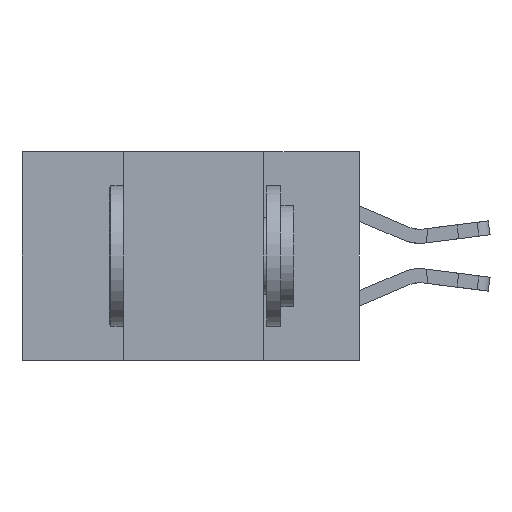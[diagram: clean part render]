
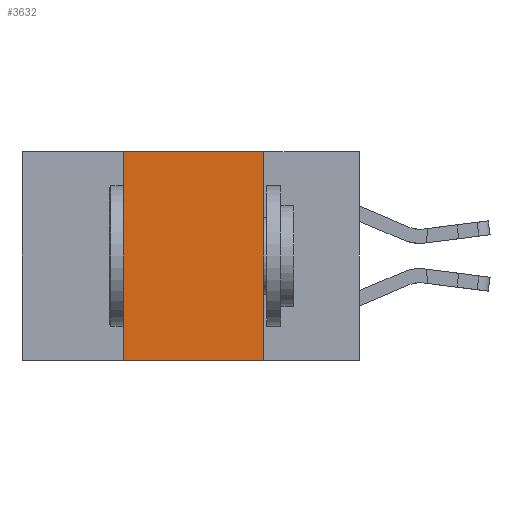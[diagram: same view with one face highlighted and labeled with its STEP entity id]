
A CAD part, left-side view. The second image highlights one B-rep face of the part: STEP entity #3632.
In plain terms, the highlighted planar face has unit normal (-1, 0, 0).
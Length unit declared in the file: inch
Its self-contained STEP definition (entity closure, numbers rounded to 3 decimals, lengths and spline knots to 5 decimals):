
#544 = LINE ( 'NONE', #26549, #23653 ) ;
#621 = ORIENTED_EDGE ( 'NONE', *, *, #4861, .F. ) ;
#2385 = PLANE ( 'NONE',  #19085 ) ;
#3102 = LINE ( 'NONE', #3271, #4397 ) ;
#3271 = CARTESIAN_POINT ( 'NONE',  ( 0., 0.17, 0. ) ) ;
#3632 = ADVANCED_FACE ( 'NONE', ( #32713 ), #2385, .F. ) ;
#4397 = VECTOR ( 'NONE', #14139, 39.37008 ) ;
#4420 = VERTEX_POINT ( 'NONE', #18397 ) ;
#4531 = DIRECTION ( 'NONE',  ( 0., -1., 0. ) ) ;
#4861 = EDGE_CURVE ( 'NONE', #33385, #19200, #3102, .T. ) ;
#4927 = ORIENTED_EDGE ( 'NONE', *, *, #28679, .T. ) ;
#6011 = LINE ( 'NONE', #21722, #9936 ) ;
#9936 = VECTOR ( 'NONE', #13007, 39.37008 ) ;
#9961 = LINE ( 'NONE', #11990, #11275 ) ;
#10447 = DIRECTION ( 'NONE',  ( 0., 0., -1. ) ) ;
#11275 = VECTOR ( 'NONE', #34414, 39.37008 ) ;
#11990 = CARTESIAN_POINT ( 'NONE',  ( 0., 0.6, -0.37 ) ) ;
#13007 = DIRECTION ( 'NONE',  ( 0., 0., 1. ) ) ;
#14139 = DIRECTION ( 'NONE',  ( 0., 0., -1. ) ) ;
#18397 = CARTESIAN_POINT ( 'NONE',  ( 0., 0.42, 0. ) ) ;
#19085 = AXIS2_PLACEMENT_3D ( 'NONE', #21758, #21882, #10447 ) ;
#19200 = VERTEX_POINT ( 'NONE', #30812 ) ;
#19674 = EDGE_CURVE ( 'NONE', #22636, #4420, #6011, .T. ) ;
#21722 = CARTESIAN_POINT ( 'NONE',  ( 0., 0.42, 0. ) ) ;
#21758 = CARTESIAN_POINT ( 'NONE',  ( 0., 0.6, 0. ) ) ;
#21882 = DIRECTION ( 'NONE',  ( 1., 0., 0. ) ) ;
#22260 = EDGE_CURVE ( 'NONE', #4420, #33385, #544, .T. ) ;
#22636 = VERTEX_POINT ( 'NONE', #25072 ) ;
#23653 = VECTOR ( 'NONE', #4531, 39.37008 ) ;
#25072 = CARTESIAN_POINT ( 'NONE',  ( 0., 0.42, -0.37 ) ) ;
#26549 = CARTESIAN_POINT ( 'NONE',  ( 0., 0.6, 0. ) ) ;
#28196 = EDGE_LOOP ( 'NONE', ( #621, #30457, #33349, #4927 ) ) ;
#28679 = EDGE_CURVE ( 'NONE', #22636, #19200, #9961, .T. ) ;
#30457 = ORIENTED_EDGE ( 'NONE', *, *, #22260, .F. ) ;
#30812 = CARTESIAN_POINT ( 'NONE',  ( 0., 0.17, -0.37 ) ) ;
#31671 = CARTESIAN_POINT ( 'NONE',  ( 0., 0.17, 0. ) ) ;
#32713 = FACE_OUTER_BOUND ( 'NONE', #28196, .T. ) ;
#33349 = ORIENTED_EDGE ( 'NONE', *, *, #19674, .F. ) ;
#33385 = VERTEX_POINT ( 'NONE', #31671 ) ;
#34414 = DIRECTION ( 'NONE',  ( 0., -1., 0. ) ) ;
